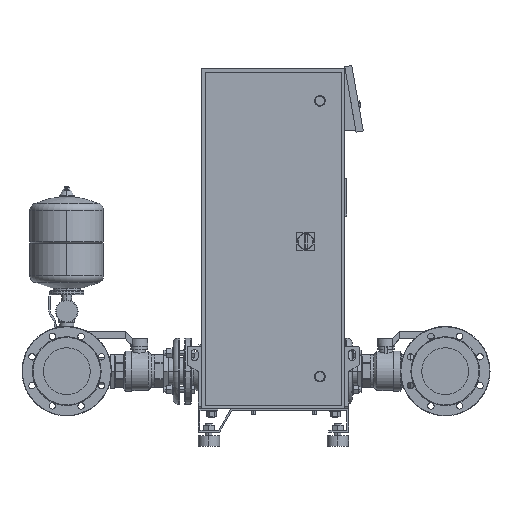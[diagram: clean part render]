
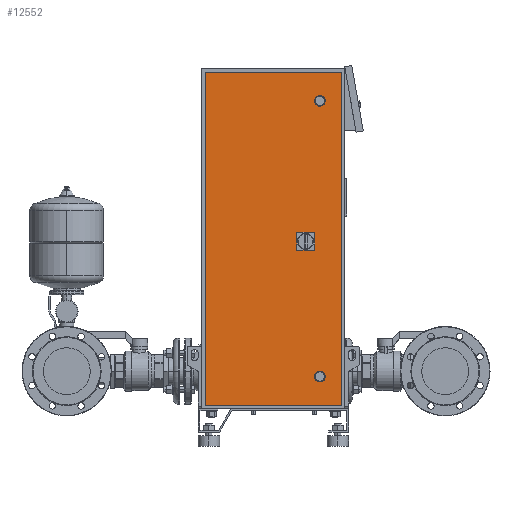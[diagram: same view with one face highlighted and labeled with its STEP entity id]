
A CAD part, left-side view. The second image highlights one B-rep face of the part: STEP entity #12552.
In plain terms, the highlighted free-form (B-spline) face has degree [1, 1] with [2, 2] control points.
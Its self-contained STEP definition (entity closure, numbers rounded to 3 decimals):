
#12030=CARTESIAN_POINT('',(-200.0,-130.0,950.0));
#12031=VERTEX_POINT('',#12030);
#12047=CARTESIAN_POINT('',(-200.0,-130.0,980.0));
#12048=VERTEX_POINT('',#12047);
#12055=CARTESIAN_POINT('',(-200.0,-130.0,965.0));
#12056=DIRECTION('',(1.0,0.0,0.0));
#12057=DIRECTION('',(0.0,0.0,-1.0));
#12058=AXIS2_PLACEMENT_3D('',#12055,#12056,#12057);
#12059=CIRCLE('',#12058,15.0);
#12060=EDGE_CURVE('',#12031,#12048,#12059,.T.);
#12154=CARTESIAN_POINT('',(-200.0,-130.0,180.0));
#12155=VERTEX_POINT('',#12154);
#12171=CARTESIAN_POINT('',(-200.0,-130.0,210.0));
#12172=VERTEX_POINT('',#12171);
#12179=CARTESIAN_POINT('',(-200.0,-130.0,195.0));
#12180=DIRECTION('',(1.0,0.0,0.0));
#12181=DIRECTION('',(0.0,0.0,-1.0));
#12182=AXIS2_PLACEMENT_3D('',#12179,#12180,#12181);
#12183=CIRCLE('',#12182,15.0);
#12184=EDGE_CURVE('',#12155,#12172,#12183,.T.);
#12253=CARTESIAN_POINT('',(-200.0,-130.0,195.0));
#12254=DIRECTION('',(1.0,0.0,0.0));
#12255=DIRECTION('',(0.0,0.0,-1.0));
#12256=AXIS2_PLACEMENT_3D('',#12253,#12254,#12255);
#12257=CIRCLE('',#12256,15.0);
#12258=EDGE_CURVE('',#12172,#12155,#12257,.T.);
#12318=CARTESIAN_POINT('',(-200.0,190.0,115.0));
#12319=VERTEX_POINT('',#12318);
#12320=CARTESIAN_POINT('',(-200.0,-190.0,115.0));
#12321=VERTEX_POINT('',#12320);
#12322=CARTESIAN_POINT('',(-200.0,190.0,115.0));
#12323=DIRECTION('',(0.0,-1.0,0.0));
#12324=VECTOR('',#12323,380.0);
#12325=LINE('',#12322,#12324);
#12326=EDGE_CURVE('',#12319,#12321,#12325,.T.);
#12377=CARTESIAN_POINT('',(-200.0,-130.0,965.0));
#12378=DIRECTION('',(1.0,0.0,0.0));
#12379=DIRECTION('',(0.0,0.0,-1.0));
#12380=AXIS2_PLACEMENT_3D('',#12377,#12378,#12379);
#12381=CIRCLE('',#12380,15.0);
#12382=EDGE_CURVE('',#12048,#12031,#12381,.T.);
#12442=CARTESIAN_POINT('',(-200.0,-190.0,1045.0));
#12443=VERTEX_POINT('',#12442);
#12444=CARTESIAN_POINT('',(-200.0,190.,1045.0));
#12445=VERTEX_POINT('',#12444);
#12446=CARTESIAN_POINT('',(-200.0,-190.0,1045.0));
#12447=DIRECTION('',(0.0,1.0,0.0));
#12448=VECTOR('',#12447,380.);
#12449=LINE('',#12446,#12448);
#12450=EDGE_CURVE('',#12443,#12445,#12449,.T.);
#12504=CARTESIAN_POINT('',(-200.0,-190.0,115.0));
#12505=DIRECTION('',(0.0,0.0,1.0));
#12506=VECTOR('',#12505,930.0);
#12507=LINE('',#12504,#12506);
#12508=EDGE_CURVE('',#12321,#12443,#12507,.T.);
#12523=CARTESIAN_POINT('',(-200.0,190.,1045.0));
#12524=DIRECTION('',(0.0,0.0,-1.0));
#12525=VECTOR('',#12524,930.0);
#12526=LINE('',#12523,#12525);
#12527=EDGE_CURVE('',#12445,#12319,#12526,.T.);
#12533=CARTESIAN_POINT('',(-200.0,190.0,1045.0));
#12534=CARTESIAN_POINT('',(-200.0,190.0,115.0));
#12535=CARTESIAN_POINT('',(-200.0,-190.0,1045.0));
#12536=CARTESIAN_POINT('',(-200.0,-190.0,115.0));
#12537=B_SPLINE_SURFACE_WITH_KNOTS('',1,1,((#12533,#12535),(#12534,#12536)),.UNSPECIFIED.,.F.,.F.,.U.,(2,2),(2,2),(0.0,930.0),(0.0,380.0),.UNSPECIFIED.);
#12538=ORIENTED_EDGE('',*,*,#12527,.T.);
#12539=ORIENTED_EDGE('',*,*,#12326,.T.);
#12540=ORIENTED_EDGE('',*,*,#12508,.T.);
#12541=ORIENTED_EDGE('',*,*,#12450,.T.);
#12542=EDGE_LOOP('',(#12538,#12539,#12540,#12541));
#12543=FACE_OUTER_BOUND('',#12542,.T.);
#12544=ORIENTED_EDGE('',*,*,#12258,.T.);
#12545=ORIENTED_EDGE('',*,*,#12184,.T.);
#12546=EDGE_LOOP('',(#12544,#12545));
#12547=FACE_BOUND('',#12546,.T.);
#12548=ORIENTED_EDGE('',*,*,#12382,.T.);
#12549=ORIENTED_EDGE('',*,*,#12060,.T.);
#12550=EDGE_LOOP('',(#12548,#12549));
#12551=FACE_BOUND('',#12550,.T.);
#12552=ADVANCED_FACE('',(#12543,#12547,#12551),#12537,.T.);
